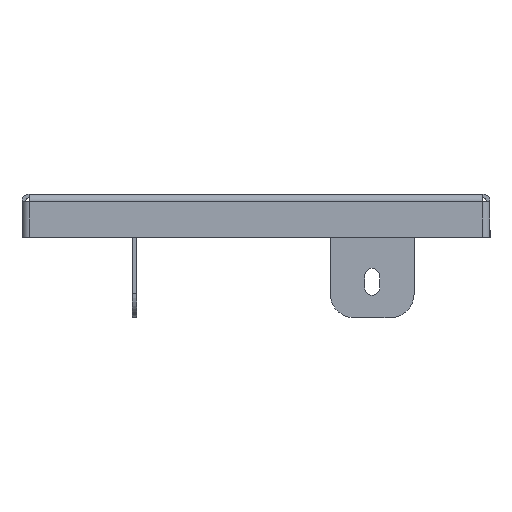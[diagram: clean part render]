
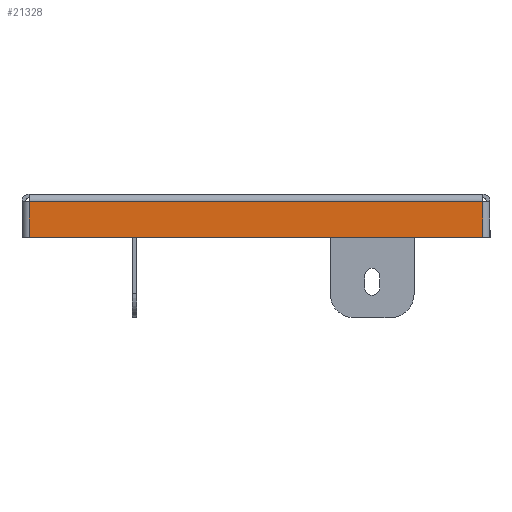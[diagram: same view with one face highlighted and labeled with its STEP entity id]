
A CAD part, left-side view. The second image highlights one B-rep face of the part: STEP entity #21328.
In plain terms, the highlighted planar face has unit normal (-1, 0, 0).
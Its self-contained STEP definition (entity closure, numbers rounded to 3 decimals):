
#1533 = CARTESIAN_POINT ( 'NONE',  ( -292.8, -94.5, -3.1 ) ) ;
#1794 = VECTOR ( 'NONE', #17649, 1000. ) ;
#1851 = VECTOR ( 'NONE', #15395, 1000. ) ;
#2185 = CARTESIAN_POINT ( 'NONE',  ( -292.8, -94.5, 0. ) ) ;
#2364 = PLANE ( 'NONE',  #21301 ) ;
#2591 = VECTOR ( 'NONE', #4645, 1000. ) ;
#2801 = LINE ( 'NONE', #13299, #1794 ) ;
#3447 = DIRECTION ( 'NONE',  ( 0., -1., 0. ) ) ;
#3456 = EDGE_CURVE ( 'NONE', #5204, #15739, #16624, .T. ) ;
#4467 = FACE_OUTER_BOUND ( 'NONE', #12865, .T. ) ;
#4645 = DIRECTION ( 'NONE',  ( 0., 0., 1. ) ) ;
#4893 = CARTESIAN_POINT ( 'NONE',  ( -292.8, 94.5, -3.1 ) ) ;
#5204 = VERTEX_POINT ( 'NONE', #12782 ) ;
#5846 = VERTEX_POINT ( 'NONE', #19991 ) ;
#6184 = EDGE_CURVE ( 'NONE', #25802, #5846, #13131, .T. ) ;
#6462 = ORIENTED_EDGE ( 'NONE', *, *, #19842, .F. ) ;
#7942 = CARTESIAN_POINT ( 'NONE',  ( -292.8, 94.5, -18. ) ) ;
#8579 = LINE ( 'NONE', #8838, #2591 ) ;
#8838 = CARTESIAN_POINT ( 'NONE',  ( -292.8, 94.5, 0. ) ) ;
#8923 = VECTOR ( 'NONE', #3447, 1000. ) ;
#10234 = VECTOR ( 'NONE', #26550, 1000. ) ;
#12220 = CARTESIAN_POINT ( 'NONE',  ( -292.8, -94.5, -18. ) ) ;
#12278 = LINE ( 'NONE', #16195, #8923 ) ;
#12782 = CARTESIAN_POINT ( 'NONE',  ( -292.8, -94.5, -3. ) ) ;
#12865 = EDGE_LOOP ( 'NONE', ( #6462, #17369, #15835, #16692, #13334, #22837 ) ) ;
#13131 = LINE ( 'NONE', #26011, #10234 ) ;
#13299 = CARTESIAN_POINT ( 'NONE',  ( -292.8, -97.5, -18. ) ) ;
#13334 = ORIENTED_EDGE ( 'NONE', *, *, #6184, .F. ) ;
#13782 = EDGE_CURVE ( 'NONE', #19643, #15739, #15527, .T. ) ;
#15395 = DIRECTION ( 'NONE',  ( 0., 0., 1. ) ) ;
#15527 = LINE ( 'NONE', #17507, #1851 ) ;
#15641 = CARTESIAN_POINT ( 'NONE',  ( -292.8, 0., 0. ) ) ;
#15739 = VERTEX_POINT ( 'NONE', #1533 ) ;
#15835 = ORIENTED_EDGE ( 'NONE', *, *, #3456, .F. ) ;
#16028 = EDGE_CURVE ( 'NONE', #5846, #5204, #12278, .T. ) ;
#16195 = CARTESIAN_POINT ( 'NONE',  ( -292.8, -97.5, -3. ) ) ;
#16624 = LINE ( 'NONE', #2185, #25687 ) ;
#16692 = ORIENTED_EDGE ( 'NONE', *, *, #16028, .F. ) ;
#17369 = ORIENTED_EDGE ( 'NONE', *, *, #13782, .T. ) ;
#17507 = CARTESIAN_POINT ( 'NONE',  ( -292.8, -94.5, -18. ) ) ;
#17649 = DIRECTION ( 'NONE',  ( 0., 1., 0. ) ) ;
#19643 = VERTEX_POINT ( 'NONE', #12220 ) ;
#19842 = EDGE_CURVE ( 'NONE', #19643, #21538, #2801, .T. ) ;
#19991 = CARTESIAN_POINT ( 'NONE',  ( -292.8, 94.5, -3. ) ) ;
#21301 = AXIS2_PLACEMENT_3D ( 'NONE', #15641, #23908, #22356 ) ;
#21328 = ADVANCED_FACE ( 'NONE', ( #4467 ), #2364, .F. ) ;
#21538 = VERTEX_POINT ( 'NONE', #7942 ) ;
#22356 = DIRECTION ( 'NONE',  ( 0., 0., -1. ) ) ;
#22837 = ORIENTED_EDGE ( 'NONE', *, *, #22984, .F. ) ;
#22984 = EDGE_CURVE ( 'NONE', #21538, #25802, #8579, .T. ) ;
#23908 = DIRECTION ( 'NONE',  ( 1., 0., 0. ) ) ;
#25585 = DIRECTION ( 'NONE',  ( 0., 0., -1. ) ) ;
#25687 = VECTOR ( 'NONE', #25585, 1000. ) ;
#25802 = VERTEX_POINT ( 'NONE', #4893 ) ;
#26011 = CARTESIAN_POINT ( 'NONE',  ( -292.8, 94.5, 0. ) ) ;
#26550 = DIRECTION ( 'NONE',  ( 0., 0., 1. ) ) ;
